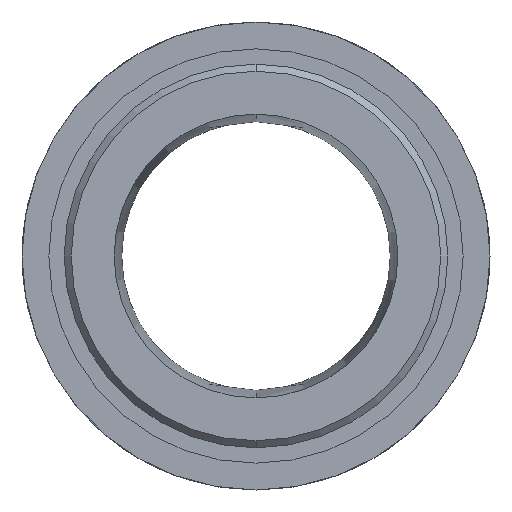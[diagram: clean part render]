
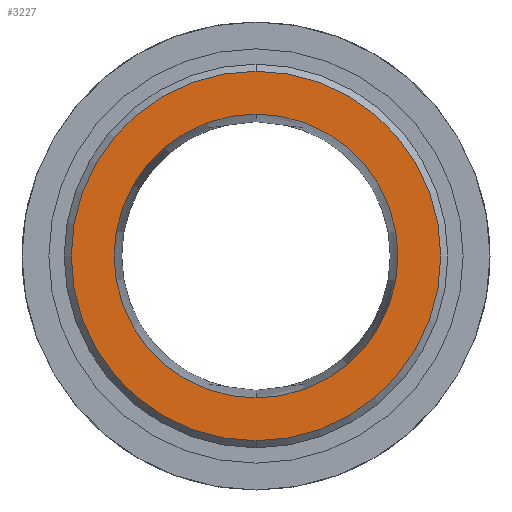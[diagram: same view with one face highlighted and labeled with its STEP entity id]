
A CAD part, front view. The second image highlights one B-rep face of the part: STEP entity #3227.
In plain terms, the highlighted planar face has unit normal (0, -1, 0).
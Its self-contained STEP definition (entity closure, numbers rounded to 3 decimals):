
#1038=CARTESIAN_POINT('',(0.,0.,0.));
#1039=DIRECTION('',(0.,-1.,0.));
#1040=DIRECTION('',(0.,0.,-1.));
#1041=AXIS2_PLACEMENT_3D('',#1038,#1039,#1040);
#1043=CARTESIAN_POINT('',(0.,0.,0.));
#1044=DIRECTION('',(0.,-1.,0.));
#1045=DIRECTION('',(0.,0.,1.));
#1046=AXIS2_PLACEMENT_3D('',#1043,#1044,#1045);
#1048=CARTESIAN_POINT('',(0.,0.,0.));
#1049=DIRECTION('',(0.,1.,0.));
#1050=DIRECTION('',(0.,0.,-1.));
#1051=AXIS2_PLACEMENT_3D('',#1048,#1049,#1050);
#1053=CARTESIAN_POINT('',(0.,0.,0.));
#1054=DIRECTION('',(0.,1.,0.));
#1055=DIRECTION('',(0.,0.,1.));
#1056=AXIS2_PLACEMENT_3D('',#1053,#1054,#1055);
#1983=CARTESIAN_POINT('',(0.,0.,-24.08));
#1985=VERTEX_POINT('',#1983);
#1987=CARTESIAN_POINT('',(0.,0.,24.08));
#1989=VERTEX_POINT('',#1987);
#2063=CARTESIAN_POINT('',(0.,0.,-18.5));
#2064=VERTEX_POINT('',#2063);
#2065=CARTESIAN_POINT('',(0.,0.,18.5));
#2066=VERTEX_POINT('',#2065);
#3212=CARTESIAN_POINT('',(18.5,0.,0.));
#3213=DIRECTION('',(0.,-1.,0.));
#3214=DIRECTION('',(0.,0.,-1.));
#3215=AXIS2_PLACEMENT_3D('',#3212,#3213,#3214);
#3216=PLANE('',#3215);
#3218=ORIENTED_EDGE('',*,*,#3217,.F.);
#3220=ORIENTED_EDGE('',*,*,#3219,.F.);
#3221=EDGE_LOOP('',(#3218,#3220));
#3222=FACE_OUTER_BOUND('',#3221,.F.);
#3223=ORIENTED_EDGE('',*,*,#3179,.F.);
#3224=ORIENTED_EDGE('',*,*,#3194,.F.);
#3225=EDGE_LOOP('',(#3223,#3224));
#3226=FACE_BOUND('',#3225,.F.);
#3227=ADVANCED_FACE('',(#3222,#3226),#3216,.T.);
#1042=CIRCLE('',#1041,24.08);
#1047=CIRCLE('',#1046,24.08);
#1052=CIRCLE('',#1051,18.5);
#1057=CIRCLE('',#1056,18.5);
#3179=EDGE_CURVE('',#2064,#2066,#1052,.T.);
#3194=EDGE_CURVE('',#2066,#2064,#1057,.T.);
#3217=EDGE_CURVE('',#1985,#1989,#1042,.T.);
#3219=EDGE_CURVE('',#1989,#1985,#1047,.T.);
